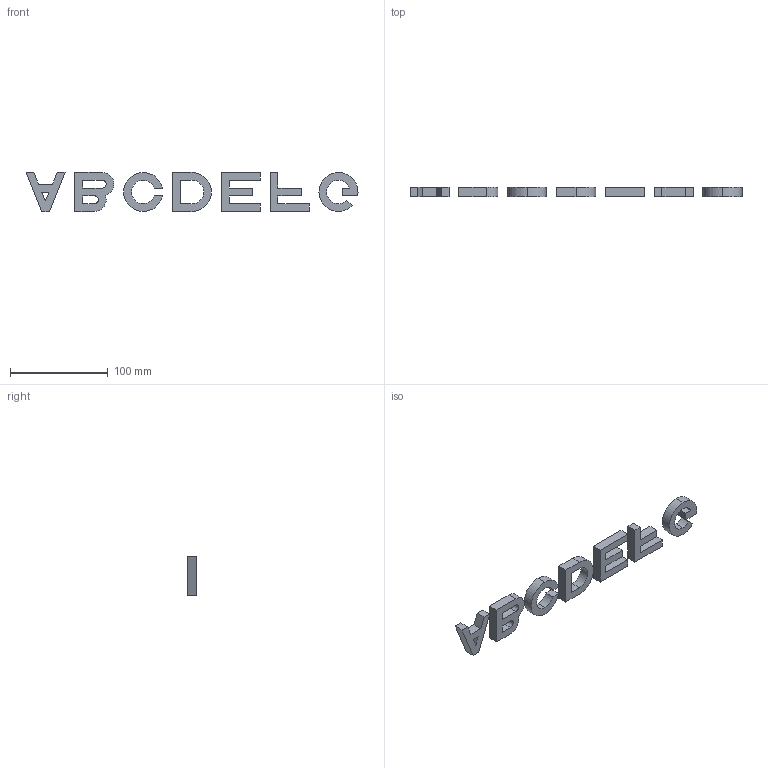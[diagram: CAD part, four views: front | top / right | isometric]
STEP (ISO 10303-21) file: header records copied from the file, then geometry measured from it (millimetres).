
FILE_DESCRIPTION (( 'STEP AP214' ), '1' );
FILE_NAME ('A B C D E F G.STEP', '2017-04-13T14:23:12', ( '' ), ( '' ), 'SwSTEP 2.0', 'SolidWorks 2016', '' );
FILE_SCHEMA (( 'AUTOMOTIVE_DESIGN' ));
Length unit declared in the file: millimetre
Products named in the file (12): Shape G; Shape F; Shape E; Shape D; Shape C; Shape B; Shape A; A B C D E F G; ASSY_2; ASSY_1; ASSY_3
Assembly tree (10 placements, depth 4):
  A B C D E F G
  A B C D E F G
    Shape C
    ASSY_3
      ASSY_1
        Shape G
        Shape A
        Shape B
      Shape E
    ASSY_2
      Shape F
      Shape D
Bounding box: 339.98 x 10 x 40 mm (x, y, z)
Volume: 60124.1 mm3; surface area: 27557.6 mm2
Topology: 7 solids, 7 shells, 86 faces, 216 edges, 144 vertices
Faces by surface type: plane 68, cylinder 18
Entity records: 3016 total; most frequent: DIRECTION 472, CARTESIAN_POINT 470, ORIENTED_EDGE 432, EDGE_CURVE 216, VECTOR 180, LINE 180, AXIS2_PLACEMENT_3D 146, VERTEX_POINT 144
